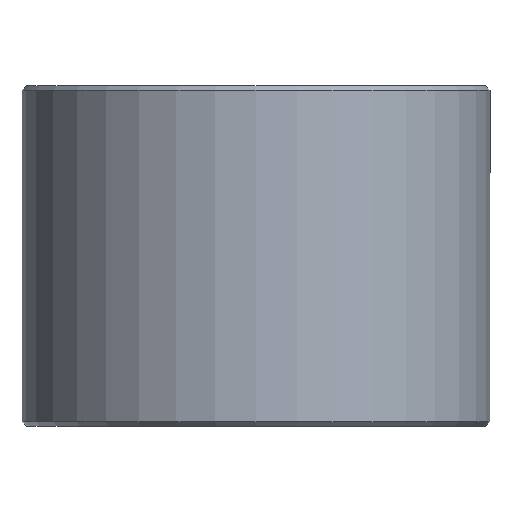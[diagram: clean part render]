
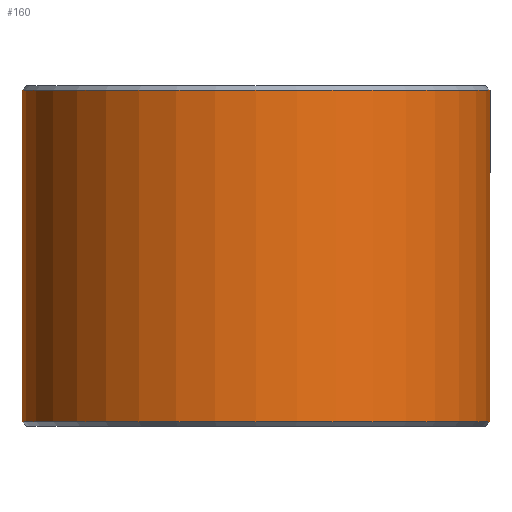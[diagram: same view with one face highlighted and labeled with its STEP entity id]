
A CAD part, front view. The second image highlights one B-rep face of the part: STEP entity #160.
In plain terms, the highlighted cylindrical face has radius 55 mm (diameter 110 mm), a full revolution.
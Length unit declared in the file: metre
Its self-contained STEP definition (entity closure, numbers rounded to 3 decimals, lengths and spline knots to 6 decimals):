
#160=ADVANCED_FACE('',(#186,#187),#188,.T.);
#186=FACE_OUTER_BOUND('',#3054,.T.);
#187=FACE_OUTER_BOUND('',#3055,.T.);
#188=CYLINDRICAL_SURFACE('',#3056,0.055);
#3054=EDGE_LOOP('',(#5947));
#3055=EDGE_LOOP('',(#5948));
#3056=AXIS2_PLACEMENT_3D('',#5949,#5950,#5951);
#5947=ORIENTED_EDGE('',*,*,#5992,.T.);
#5948=ORIENTED_EDGE('',*,*,#5993,.F.);
#5949=CARTESIAN_POINT('',(0.0,0.0,0.));
#5950=DIRECTION('',(0.0,0.,-1.0));
#5951=DIRECTION('',(0.0,1.0,0.));
#5992=EDGE_CURVE('',#6024,#6024,#6025,.T.);
#5993=EDGE_CURVE('',#6026,#6026,#6027,.T.);
#6024=VERTEX_POINT('',#6284);
#6025=CIRCLE('',#6285,0.055);
#6026=VERTEX_POINT('',#6286);
#6027=CIRCLE('',#6287,0.055);
#6284=CARTESIAN_POINT('',(0.0,0.055,0.079));
#6285=AXIS2_PLACEMENT_3D('',#6320,#6321,#6322);
#6286=CARTESIAN_POINT('',(0.0,0.055,0.001));
#6287=AXIS2_PLACEMENT_3D('',#6323,#6324,#6325);
#6320=CARTESIAN_POINT('',(0.0,0.,0.079));
#6321=DIRECTION('',(0.0,0.,-1.0));
#6322=DIRECTION('',(0.0,1.0,0.));
#6323=CARTESIAN_POINT('',(0.0,0.0,0.001));
#6324=DIRECTION('',(0.0,0.,-1.0));
#6325=DIRECTION('',(0.0,1.0,0.));
